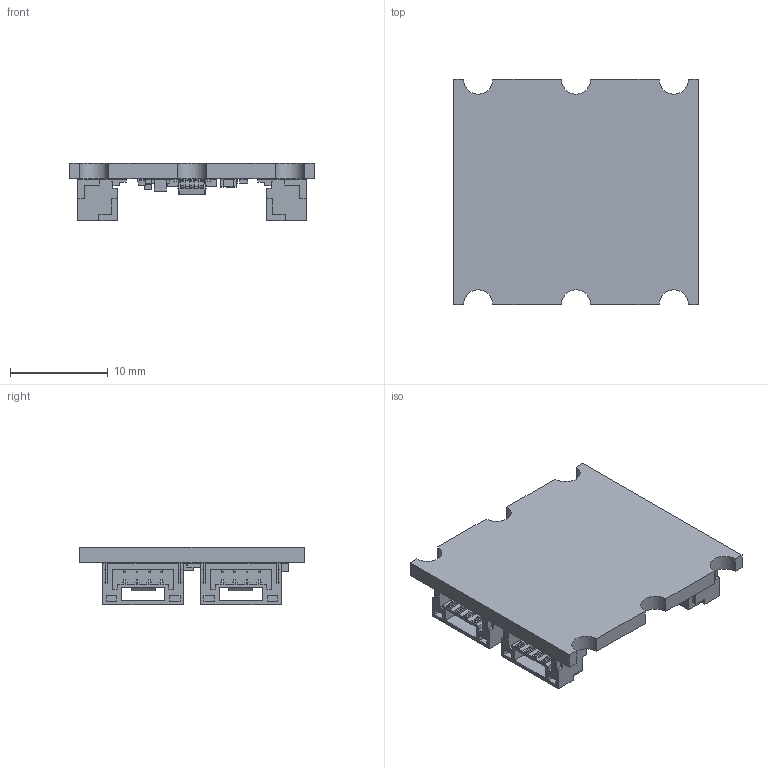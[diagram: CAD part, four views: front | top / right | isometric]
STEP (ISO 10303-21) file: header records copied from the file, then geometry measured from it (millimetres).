
FILE_DESCRIPTION(('KiCad electronic assembly'),'2;1');
FILE_NAME('TFI2CADT01.step','2023-09-27T16:38:49',('Pcbnew'),('Kicad'), 'Open CASCADE STEP processor 7.6','KiCad to STEP converter','Unknown' );
FILE_SCHEMA(('AUTOMOTIVE_DESIGN { 1 0 10303 214 1 1 1 1 }'));
Length unit declared in the file: millimetre
Products named in the file (18): TFI2CADT01 1; R_0603_1608Metric; SOLID; LED_0603_1608Metric; C_0603_1608Metric; D_SOD-523; JST_GH_SM04B-GHS-TB_1x04-1MP_P1.25mm_Horizontal; SOT-23-5; DFN-16-1EP_3x5mm_P0.5mm_EP1.66x4.4mm; C_0805_2012Metric; tmpa2a6pia5 PCB
Assembly tree (36 placements, depth 3):
  TFI2CADT01 1
    R_0603_1608Metric  x15
      SOLID
    LED_0603_1608Metric
      SOLID
    C_0603_1608Metric  x3
      SOLID
    D_SOD-523
      SOLID
    JST_GH_SM04B-GHS-TB_1x04-1MP_P1.25mm_Horizontal  x4
      SOLID
    SOT-23-5
      SOLID
    DFN-16-1EP_3x5mm_P0.5mm_EP1.66x4.4mm
      SOLID
    C_0805_2012Metric
      SOLID
    tmpa2a6pia5 PCB
Bounding box: 25 x 23 x 5.88 mm (x, y, z)
Volume: 1244.5 mm3; surface area: 2621.7 mm2
Topology: 28 solids, 28 shells, 1628 faces, 4428 edges, 2900 vertices
Faces by surface type: plane 1370, cylinder 219, bspline 39
Full cylindrical faces by diameter (mm): 0.5 x1
Entity records: 44397 total; most frequent: CARTESIAN_POINT 7555, DIRECTION 5983, LINE 4396, VECTOR 4396, ORIENTED_EDGE 3238, PCURVE 3238, DEFINITIONAL_REPRESENTATION 3238, EDGE_CURVE 1619
